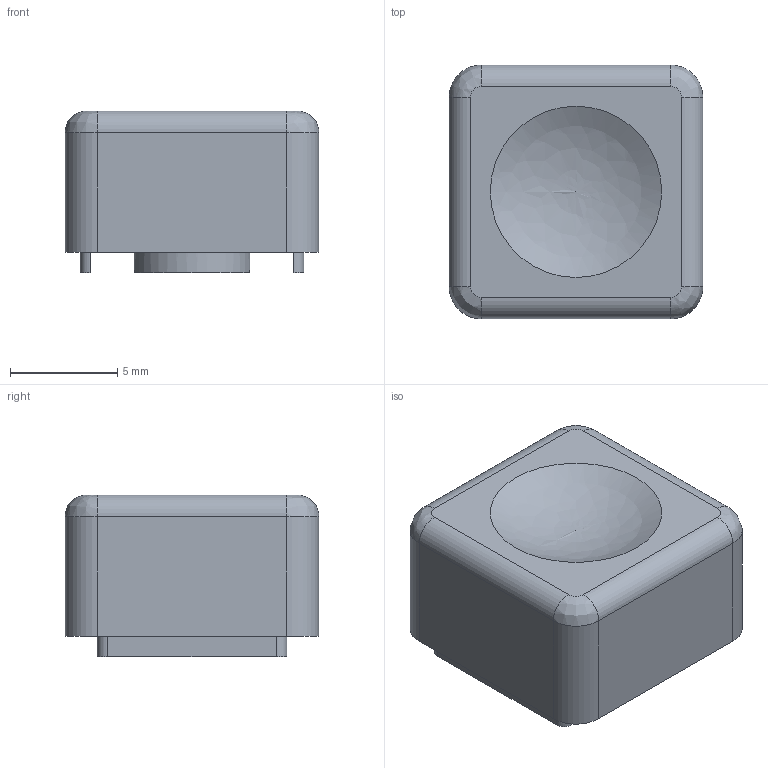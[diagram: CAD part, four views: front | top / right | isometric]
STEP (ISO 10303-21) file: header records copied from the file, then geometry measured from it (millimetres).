
FILE_DESCRIPTION((' '),'2;1');
FILE_NAME('320.094xxx.stp.stp','2017-08-02T09:37:14',(' '),(' '),' ','ACIS',' ');
FILE_SCHEMA(('CONFIG_CONTROL_DESIGN'));
Length unit declared in the file: inch
Products named in the file (1): 320.094xxx.stp.stp
Bounding box: 11.85 x 11.85 x 7.55 mm (x, y, z)
Volume: 471.2 mm3; surface area: 987.2 mm2
Topology: 1 solids, 1 shells, 54 faces, 135 edges, 86 vertices
Faces by surface type: plane 27, cylinder 22, bspline 5
Entity records: 1913 total; most frequent: CARTESIAN_POINT 511, DIRECTION 274, ORIENTED_EDGE 266, EDGE_CURVE 133, AXIS2_PLACEMENT_3D 95, VERTEX_POINT 85, VECTOR 84, LINE 84
